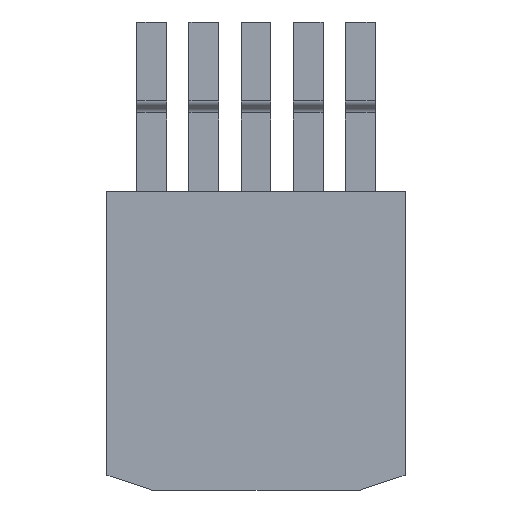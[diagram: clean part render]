
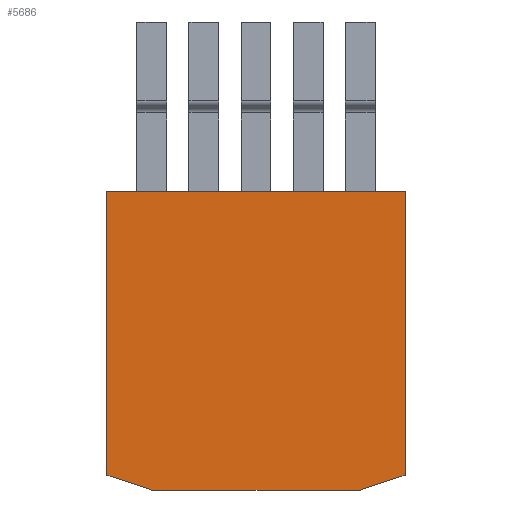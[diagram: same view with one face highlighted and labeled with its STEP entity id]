
A CAD part, front view. The second image highlights one B-rep face of the part: STEP entity #5686.
In plain terms, the highlighted planar face has unit normal (0, -1, 0).
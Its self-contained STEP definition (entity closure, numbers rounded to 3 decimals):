
#11 = DIRECTION ( 'NONE',  ( 0.949, 0., -0.316 ) ) ;
#29 = DIRECTION ( 'NONE',  ( 0., 0., 1. ) ) ;
#304 = ORIENTED_EDGE ( 'NONE', *, *, #4716, .F. ) ;
#438 = ORIENTED_EDGE ( 'NONE', *, *, #4961, .F. ) ;
#457 = EDGE_LOOP ( 'NONE', ( #6382, #825, #438, #304, #5997, #5350 ) ) ;
#825 = ORIENTED_EDGE ( 'NONE', *, *, #1344, .T. ) ;
#876 = CARTESIAN_POINT ( 'NONE',  ( -5., 0., 5. ) ) ;
#1188 = LINE ( 'NONE', #4714, #4845 ) ;
#1277 = VERTEX_POINT ( 'NONE', #6095 ) ;
#1286 = AXIS2_PLACEMENT_3D ( 'NONE', #1362, #4996, #4426 ) ;
#1328 = VECTOR ( 'NONE', #6510, 1000. ) ;
#1344 = EDGE_CURVE ( 'NONE', #5242, #4005, #4900, .T. ) ;
#1362 = CARTESIAN_POINT ( 'NONE',  ( 0., 0., 0. ) ) ;
#1378 = FACE_OUTER_BOUND ( 'NONE', #457, .T. ) ;
#1505 = CARTESIAN_POINT ( 'NONE',  ( -5., 0., -5. ) ) ;
#2414 = EDGE_CURVE ( 'NONE', #5242, #4743, #2462, .T. ) ;
#2462 = LINE ( 'NONE', #1505, #5093 ) ;
#2683 = VECTOR ( 'NONE', #5996, 1000. ) ;
#2830 = CARTESIAN_POINT ( 'NONE',  ( 5., 0., 5. ) ) ;
#3017 = VECTOR ( 'NONE', #5790, 1000. ) ;
#3136 = CARTESIAN_POINT ( 'NONE',  ( -5., 0., -5. ) ) ;
#3195 = LINE ( 'NONE', #3721, #3017 ) ;
#3203 = LINE ( 'NONE', #3136, #4449 ) ;
#3400 = CARTESIAN_POINT ( 'NONE',  ( 5., 0., -4.5 ) ) ;
#3421 = CARTESIAN_POINT ( 'NONE',  ( 3.5, 0., -5. ) ) ;
#3721 = CARTESIAN_POINT ( 'NONE',  ( 5., 0., -5. ) ) ;
#3726 = CARTESIAN_POINT ( 'NONE',  ( -5., 0., -4.5 ) ) ;
#4005 = VERTEX_POINT ( 'NONE', #6192 ) ;
#4284 = VERTEX_POINT ( 'NONE', #2830 ) ;
#4426 = DIRECTION ( 'NONE',  ( 0., 0., 1. ) ) ;
#4449 = VECTOR ( 'NONE', #29, 1000. ) ;
#4497 = PLANE ( 'NONE',  #1286 ) ;
#4503 = EDGE_CURVE ( 'NONE', #6483, #4743, #1188, .T. ) ;
#4714 = CARTESIAN_POINT ( 'NONE',  ( -5., 0., -4.5 ) ) ;
#4716 = EDGE_CURVE ( 'NONE', #1277, #4284, #5662, .T. ) ;
#4743 = VERTEX_POINT ( 'NONE', #6531 ) ;
#4845 = VECTOR ( 'NONE', #11, 1000. ) ;
#4900 = LINE ( 'NONE', #3400, #2683 ) ;
#4961 = EDGE_CURVE ( 'NONE', #4284, #4005, #3195, .T. ) ;
#4996 = DIRECTION ( 'NONE',  ( 0., 1., 0. ) ) ;
#5093 = VECTOR ( 'NONE', #6279, 1000. ) ;
#5242 = VERTEX_POINT ( 'NONE', #3421 ) ;
#5350 = ORIENTED_EDGE ( 'NONE', *, *, #4503, .T. ) ;
#5358 = EDGE_CURVE ( 'NONE', #6483, #1277, #3203, .T. ) ;
#5662 = LINE ( 'NONE', #876, #1328 ) ;
#5686 = ADVANCED_FACE ( 'NONE', ( #1378 ), #4497, .F. ) ;
#5790 = DIRECTION ( 'NONE',  ( 0., 0., -1. ) ) ;
#5996 = DIRECTION ( 'NONE',  ( 0.949, 0., 0.316 ) ) ;
#5997 = ORIENTED_EDGE ( 'NONE', *, *, #5358, .F. ) ;
#6095 = CARTESIAN_POINT ( 'NONE',  ( -5., 0., 5. ) ) ;
#6192 = CARTESIAN_POINT ( 'NONE',  ( 5., 0., -4.5 ) ) ;
#6279 = DIRECTION ( 'NONE',  ( -1., 0., 0. ) ) ;
#6382 = ORIENTED_EDGE ( 'NONE', *, *, #2414, .F. ) ;
#6483 = VERTEX_POINT ( 'NONE', #3726 ) ;
#6510 = DIRECTION ( 'NONE',  ( 1., 0., 0. ) ) ;
#6531 = CARTESIAN_POINT ( 'NONE',  ( -3.5, 0., -5. ) ) ;
